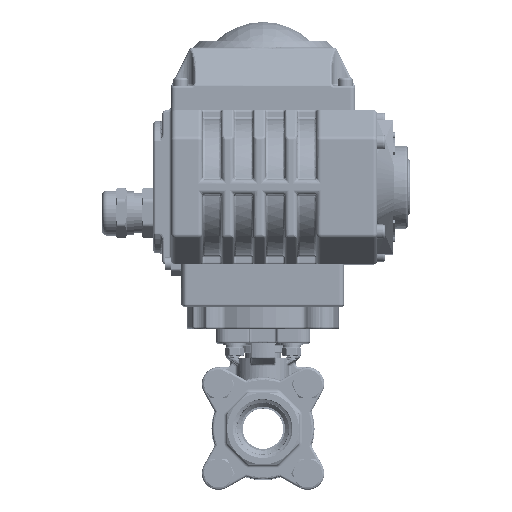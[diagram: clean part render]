
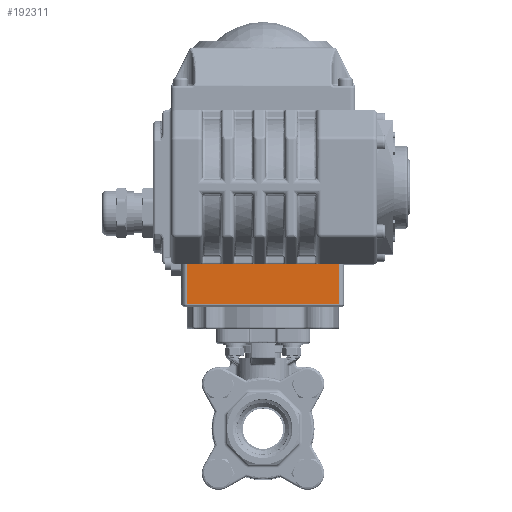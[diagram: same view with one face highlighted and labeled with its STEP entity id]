
A CAD part, top view. The second image highlights one B-rep face of the part: STEP entity #192311.
In plain terms, the highlighted planar face has unit normal (0, 0, 1).
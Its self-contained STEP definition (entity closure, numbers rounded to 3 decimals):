
#6421 = LINE ( 'NONE', #19125, #206224 ) ;
#19125 = CARTESIAN_POINT ( 'NONE',  ( -36., 55.4, 40. ) ) ;
#21053 = ORIENTED_EDGE ( 'NONE', *, *, #126129, .T. ) ;
#38523 = LINE ( 'NONE', #176324, #238377 ) ;
#38628 = DIRECTION ( 'NONE',  ( 1., 0., 0. ) ) ;
#48312 = EDGE_CURVE ( 'NONE', #165566, #78486, #38523, .T. ) ;
#48356 = CARTESIAN_POINT ( 'NONE',  ( -34., 73.2, 40. ) ) ;
#48419 = VERTEX_POINT ( 'NONE', #180516 ) ;
#51875 = EDGE_CURVE ( 'NONE', #165566, #48419, #217934, .T. ) ;
#53203 = CARTESIAN_POINT ( 'NONE',  ( -36., 73.2, 40. ) ) ;
#64089 = DIRECTION ( 'NONE',  ( 0., 1., 0. ) ) ;
#70419 = ORIENTED_EDGE ( 'NONE', *, *, #51875, .T. ) ;
#72648 = DIRECTION ( 'NONE',  ( -1., 0., 0. ) ) ;
#78486 = VERTEX_POINT ( 'NONE', #182418 ) ;
#91372 = PLANE ( 'NONE',  #220681 ) ;
#106795 = DIRECTION ( 'NONE',  ( 0., -1., 0. ) ) ;
#115014 = VECTOR ( 'NONE', #106795, 1000. ) ;
#126129 = EDGE_CURVE ( 'NONE', #48419, #177548, #6421, .T. ) ;
#127789 = LINE ( 'NONE', #237668, #179330 ) ;
#146542 = EDGE_LOOP ( 'NONE', ( #70419, #21053, #248426, #165154 ) ) ;
#165154 = ORIENTED_EDGE ( 'NONE', *, *, #48312, .F. ) ;
#165566 = VERTEX_POINT ( 'NONE', #192164 ) ;
#171564 = CARTESIAN_POINT ( 'NONE',  ( 34., 55.4, 40. ) ) ;
#176324 = CARTESIAN_POINT ( 'NONE',  ( -36., 73.2, 40. ) ) ;
#177548 = VERTEX_POINT ( 'NONE', #171564 ) ;
#179330 = VECTOR ( 'NONE', #64089, 1000. ) ;
#180516 = CARTESIAN_POINT ( 'NONE',  ( -34., 55.4, 40. ) ) ;
#182418 = CARTESIAN_POINT ( 'NONE',  ( 34., 73.2, 40. ) ) ;
#188679 = DIRECTION ( 'NONE',  ( 0., 0., -1. ) ) ;
#192164 = CARTESIAN_POINT ( 'NONE',  ( -34., 73.2, 40. ) ) ;
#192311 = ADVANCED_FACE ( 'NONE', ( #226756 ), #91372, .F. ) ;
#206224 = VECTOR ( 'NONE', #38628, 1000. ) ;
#217934 = LINE ( 'NONE', #48356, #115014 ) ;
#220681 = AXIS2_PLACEMENT_3D ( 'NONE', #53203, #188679, #72648 ) ;
#226756 = FACE_OUTER_BOUND ( 'NONE', #146542, .T. ) ;
#234717 = DIRECTION ( 'NONE',  ( 1., 0., 0. ) ) ;
#237668 = CARTESIAN_POINT ( 'NONE',  ( 34., 73.2, 40. ) ) ;
#238377 = VECTOR ( 'NONE', #234717, 1000. ) ;
#248426 = ORIENTED_EDGE ( 'NONE', *, *, #248824, .T. ) ;
#248824 = EDGE_CURVE ( 'NONE', #177548, #78486, #127789, .T. ) ;
